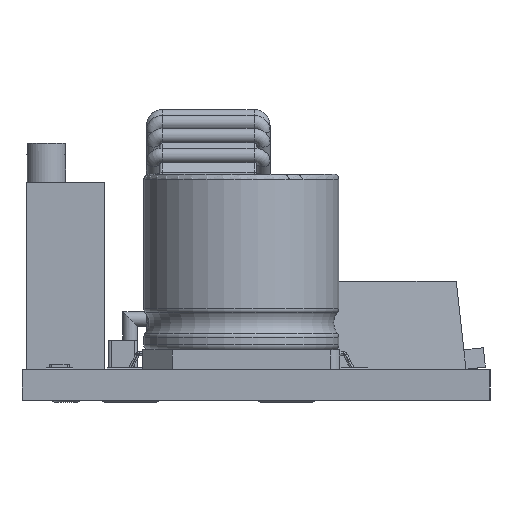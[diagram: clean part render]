
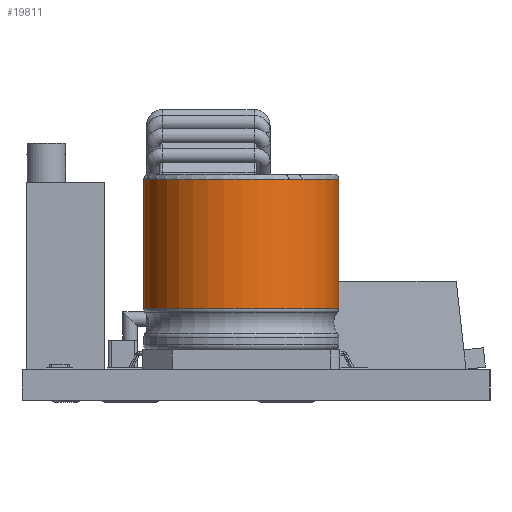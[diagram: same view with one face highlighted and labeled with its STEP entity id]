
A CAD part, left-side view. The second image highlights one B-rep face of the part: STEP entity #19811.
In plain terms, the highlighted cylindrical face has radius 5 mm (diameter 10 mm), a full revolution.
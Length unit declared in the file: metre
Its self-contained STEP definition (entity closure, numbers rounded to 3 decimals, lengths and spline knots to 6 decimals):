
#1286=CYLINDRICAL_SURFACE('',#32020,0.005);
#6307=ORIENTED_EDGE('',*,*,#11112,.T.);
#6308=ORIENTED_EDGE('',*,*,#11110,.F.);
#11110=EDGE_CURVE('',#13847,#13847,#23789,.T.);
#11112=EDGE_CURVE('',#13849,#13849,#23791,.T.);
#13847=VERTEX_POINT('',#46909);
#13849=VERTEX_POINT('',#46914);
#15825=EDGE_LOOP('',(#6307));
#15826=EDGE_LOOP('',(#6308));
#17559=FACE_BOUND('',#15825,.T.);
#17560=FACE_BOUND('',#15826,.T.);
#19811=ADVANCED_FACE('',(#17559,#17560),#1286,.T.);
#23789=CIRCLE('',#32018,0.005);
#23791=CIRCLE('',#32021,0.005);
#32018=AXIS2_PLACEMENT_3D('',#46908,#37778,#37779);
#32020=AXIS2_PLACEMENT_3D('',#46912,#37782,#37783);
#32021=AXIS2_PLACEMENT_3D('',#46913,#37784,#37785);
#37778=DIRECTION('',(0.,0.,1.));
#37779=DIRECTION('',(1.,0.,0.));
#37782=DIRECTION('',(0.,0.,1.));
#37783=DIRECTION('',(1.,0.,0.));
#37784=DIRECTION('',(0.,0.,1.));
#37785=DIRECTION('',(1.,0.,0.));
#46908=CARTESIAN_POINT('',(-0.021908,-0.000261,0.011638));
#46909=CARTESIAN_POINT('',(-0.016908,-0.000261,0.011638));
#46912=CARTESIAN_POINT('',(-0.021908,-0.000261,0.011888));
#46913=CARTESIAN_POINT('',(-0.021908,-0.000261,0.004984));
#46914=CARTESIAN_POINT('',(-0.016908,-0.000261,0.004984));
